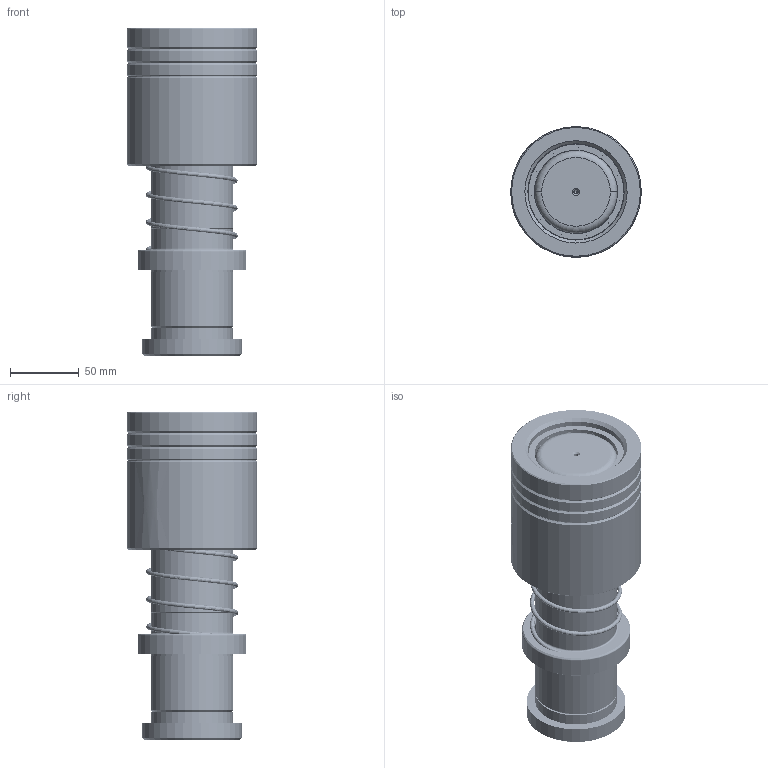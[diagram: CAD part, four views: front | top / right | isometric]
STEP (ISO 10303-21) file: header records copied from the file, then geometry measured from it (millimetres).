
FILE_DESCRIPTION (( 'STEP AP214' ), '1' );
FILE_NAME ('HBSH(HBJH)-D60-L170(BL-100).STEP', '2021-08-13T07:09:37', ( '' ), ( '' ), 'SwSTEP 2.0', 'SolidWorks 2016', '' );
FILE_SCHEMA (( 'AUTOMOTIVE_DESIGN' ));
Length unit declared in the file: millimetre
Products named in the file (301): BALL-D5; DRP蹟簽D60; DRP-D60-L170; HBSH(HBJH)-D60-L170(BL-100); BSH-69.5-60.5-L90; TBB-D95-d70-L100; BSH-D69.5-60.5-L90郪蚾; HWP-D66.9-60.5-L90
Assembly tree (295 placements, depth 3):
  BALL-D5
  BALL-D5
  BALL-D5
  BALL-D5
  BALL-D5
Bounding box: 95 x 95 x 237.91 mm (x, y, z)
Volume: 1095234.8 mm3; surface area: 215479.9 mm2
Topology: 291 solids, 291 shells, 1288 faces, 5489 edges, 3642 vertices
Faces by surface type: sphere 1144, cylinder 42, cone 40, torus 24, plane 24, bspline 14
Entity records: 56911 total; most frequent: CARTESIAN_POINT 33208, ORIENTED_EDGE 4096, DIRECTION 3592, EDGE_CURVE 2048, AXIS2_PLACEMENT_3D 1745, VERTEX_POINT 1342, EDGE_LOOP 1296, B_SPLINE_CURVE_WITH_KNOTS 1209
